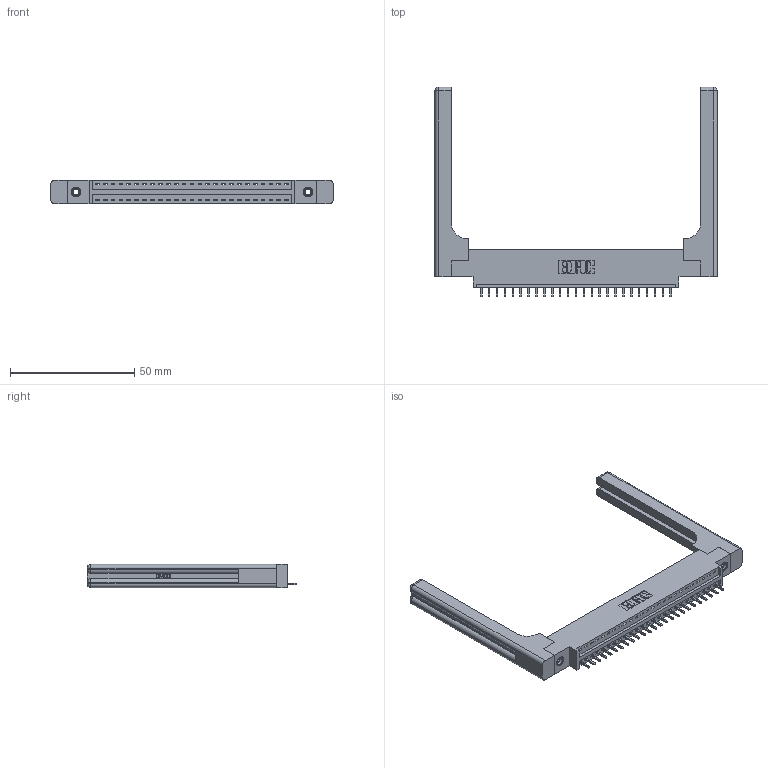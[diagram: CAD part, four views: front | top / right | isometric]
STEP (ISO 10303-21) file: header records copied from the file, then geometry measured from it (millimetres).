
FILE_DESCRIPTION (( 'STEP AP203' ), '1' );
FILE_NAME ('396-025-521-658.STEP', '2019-10-27T06:23:59', ( '' ), ( '' ), 'SwSTEP 2.0', 'SolidWorks 2016', '' );
FILE_SCHEMA (( 'CONFIG_CONTROL_DESIGN' ));
Length unit declared in the file: inch
Products named in the file (5): 346 Part_0.170 Offset - 0.156 Dia-TH; 345-292-001_345-293-121; 396-025-521-658; 345-250-001_345-250-001-102; 346-220-058_345-220-058
Assembly tree (30 placements, depth 2):
  396-025-521-658
    346 Part_0.170 Offset - 0.156 Dia-TH
    345-292-001_345-293-121  x25
    345-250-001_345-250-001-102  x2
    346-220-058_345-220-058  x2
Bounding box: 113.44 x 84.33 x 9.4 mm (x, y, z)
Volume: 18033.9 mm3; surface area: 18006.5 mm2
Topology: 30 solids, 30 shells, 1832 faces, 5407 edges, 3550 vertices
Faces by surface type: plane 1228, cylinder 544, bspline 36, cone 12, sphere 8, torus 4
Entity records: 23136 total; most frequent: CARTESIAN_POINT 4952, ORIENTED_EDGE 3708, DIRECTION 3320, EDGE_CURVE 1854, VECTOR 1530, LINE 1530, VERTEX_POINT 1226, AXIS2_PLACEMENT_3D 895
